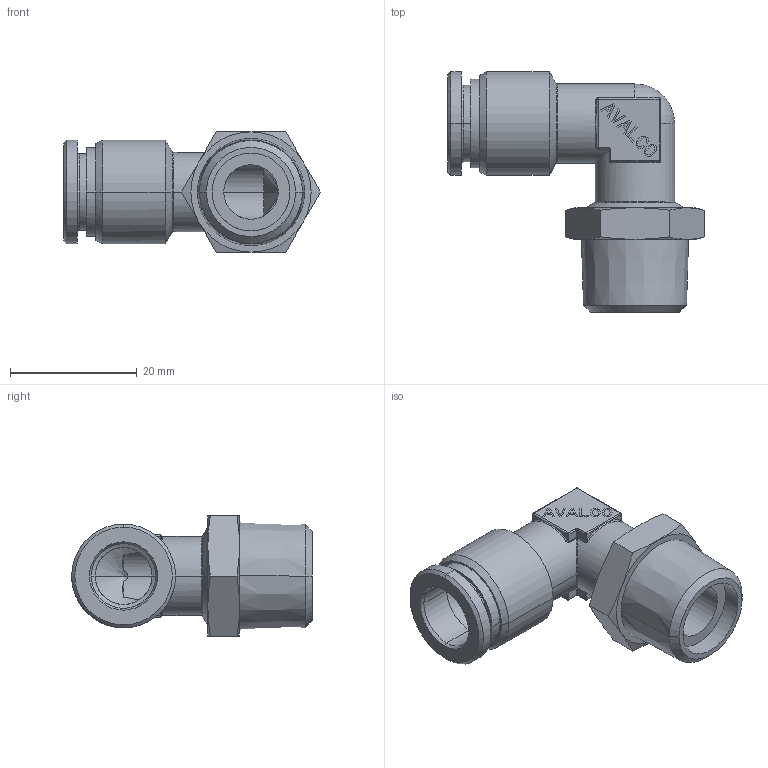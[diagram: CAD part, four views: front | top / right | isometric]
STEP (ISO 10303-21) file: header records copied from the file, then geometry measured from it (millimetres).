
FILE_DESCRIPTION(('CATIA V5 STEP Exchange'),'2;1');
FILE_NAME('PR505B-10R38.stp','2018-04-14T14:54:15+00:00',('none'),('none'),'CATIA Version 5 Release 21 GA (IN-10)','CATIA V5 STEP AP203','none');
FILE_SCHEMA(('CONFIG_CONTROL_DESIGN'));
Length unit declared in the file: millimetre
Products named in the file (1): PR505B-10R38
Bounding box: 40.57 x 38 x 19 mm (x, y, z)
Volume: 6436.8 mm3; surface area: 5633.3 mm2
Topology: 1 solids, 1 shells, 417 faces, 1044 edges, 652 vertices
Faces by surface type: plane 259, cylinder 60, cone 40, torus 24, bspline 18, sphere 16
Entity records: 13524 total; most frequent: CARTESIAN_POINT 4175, ORIENTED_EDGE 2080, DIRECTION 1605, EDGE_CURVE 1040, VECTOR 741, LINE 741, VERTEX_POINT 652, AXIS2_PLACEMENT_3D 508
